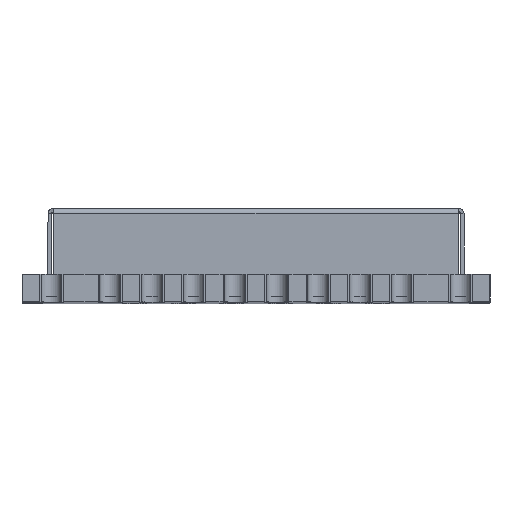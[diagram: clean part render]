
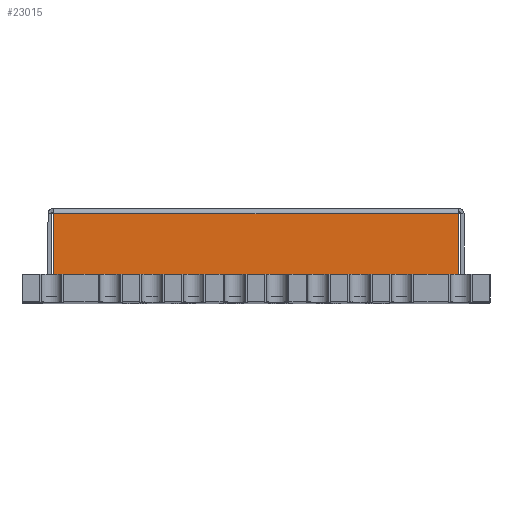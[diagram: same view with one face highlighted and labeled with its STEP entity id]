
A CAD part, top view. The second image highlights one B-rep face of the part: STEP entity #23015.
In plain terms, the highlighted planar face has unit normal (0, 0, 1).
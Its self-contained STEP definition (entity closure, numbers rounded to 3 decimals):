
#596 = EDGE_LOOP ( 'NONE', ( #17580, #2993, #21059, #12361 ) ) ;
#1265 = EDGE_CURVE ( 'NONE', #26881, #13759, #19608, .T. ) ;
#1753 = CARTESIAN_POINT ( 'NONE',  ( -5.829, 2.6, 12.3 ) ) ;
#2291 = VERTEX_POINT ( 'NONE', #6546 ) ;
#2595 = VECTOR ( 'NONE', #22929, 1000. ) ;
#2993 = ORIENTED_EDGE ( 'NONE', *, *, #15432, .F. ) ;
#3350 = LINE ( 'NONE', #1753, #12182 ) ;
#4242 = AXIS2_PLACEMENT_3D ( 'NONE', #5763, #16627, #7789 ) ;
#4573 = EDGE_CURVE ( 'NONE', #2291, #9668, #3350, .T. ) ;
#4574 = CARTESIAN_POINT ( 'NONE',  ( 5.829, 0.8, 12.3 ) ) ;
#5763 = CARTESIAN_POINT ( 'NONE',  ( 0., 0., 12.3 ) ) ;
#6546 = CARTESIAN_POINT ( 'NONE',  ( -5.829, 0.8, 12.3 ) ) ;
#7361 = DIRECTION ( 'NONE',  ( -1., 0., 0. ) ) ;
#7379 = LINE ( 'NONE', #10193, #2595 ) ;
#7789 = DIRECTION ( 'NONE',  ( 0., -1., 0. ) ) ;
#8608 = FACE_OUTER_BOUND ( 'NONE', #596, .T. ) ;
#9397 = VECTOR ( 'NONE', #7361, 1000. ) ;
#9668 = VERTEX_POINT ( 'NONE', #21526 ) ;
#10193 = CARTESIAN_POINT ( 'NONE',  ( -6., 0.8, 12.3 ) ) ;
#10824 = CARTESIAN_POINT ( 'NONE',  ( 5.829, 0., 12.3 ) ) ;
#11000 = DIRECTION ( 'NONE',  ( 0., 1., 0. ) ) ;
#11914 = CARTESIAN_POINT ( 'NONE',  ( 0., 2.55, 12.3 ) ) ;
#12182 = VECTOR ( 'NONE', #21902, 1000. ) ;
#12361 = ORIENTED_EDGE ( 'NONE', *, *, #15395, .T. ) ;
#12744 = VECTOR ( 'NONE', #11000, 1000. ) ;
#13759 = VERTEX_POINT ( 'NONE', #18837 ) ;
#15395 = EDGE_CURVE ( 'NONE', #13759, #9668, #18643, .T. ) ;
#15432 = EDGE_CURVE ( 'NONE', #26881, #2291, #7379, .T. ) ;
#16627 = DIRECTION ( 'NONE',  ( 0., 0., 1. ) ) ;
#17580 = ORIENTED_EDGE ( 'NONE', *, *, #4573, .F. ) ;
#18643 = LINE ( 'NONE', #11914, #9397 ) ;
#18837 = CARTESIAN_POINT ( 'NONE',  ( 5.829, 2.55, 12.3 ) ) ;
#19608 = LINE ( 'NONE', #10824, #12744 ) ;
#21059 = ORIENTED_EDGE ( 'NONE', *, *, #1265, .T. ) ;
#21526 = CARTESIAN_POINT ( 'NONE',  ( -5.829, 2.55, 12.3 ) ) ;
#21902 = DIRECTION ( 'NONE',  ( 0., 1., 0. ) ) ;
#22929 = DIRECTION ( 'NONE',  ( -1., 0., 0. ) ) ;
#23015 = ADVANCED_FACE ( 'NONE', ( #8608 ), #27410, .T. ) ;
#26881 = VERTEX_POINT ( 'NONE', #4574 ) ;
#27410 = PLANE ( 'NONE',  #4242 ) ;
